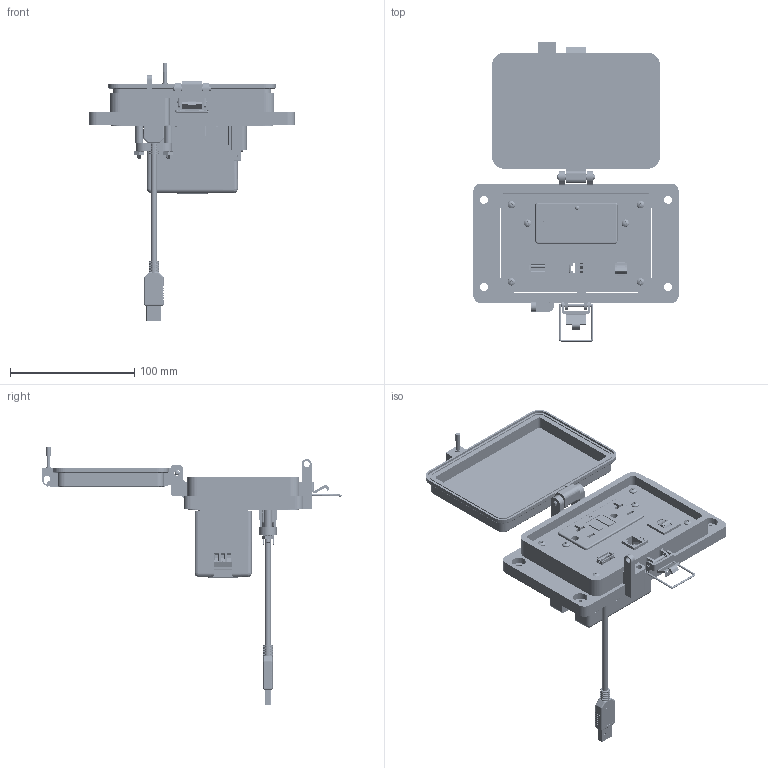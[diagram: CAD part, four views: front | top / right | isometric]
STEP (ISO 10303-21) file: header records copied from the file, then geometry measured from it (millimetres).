
FILE_DESCRIPTION (( 'STEP AP214' ), '1' );
FILE_NAME ('P-P11R2-M3RF3_3D.STEP', '2017-10-24T16:05:46', ( '' ), ( '' ), 'SwSTEP 2.0', 'SolidWorks 2017', '' );
FILE_SCHEMA (( 'AUTOMOTIVE_DESIGN' ));
Length unit declared in the file: millimetre
Products named in the file (18): Z_001_SPR114_94639A210; P-P11R2-M3RF3_TP1; Z_000_632134FH_91771A156; P11; Z-020-3047; 90272A106_ZINC-PLTD STL PAN HEAD PHILLIPS MACHINE SCREW_90272A106; P-P11R2-M3RF3_TP2; P-P11R2-M3RF3_BP; P-P11R2-M3RF3_3D; H-X-M3; Z-CB-SM; 92005A124_METRIC PAN HEAD PHILLIPS MACHINE SCREW_92005A124; RF_RF Clipped; Z-200-OTLT-RIOF_RF Clipped; R2; Z-300-RJ45CAT5; P-P11R2-M3RF3_FP; Z_002_632516HN_90675A007
Assembly tree (26 placements, depth 3):
  P-P11R2-M3RF3_3D
    P-P11R2-M3RF3_BP
    P-P11R2-M3RF3_TP2
    90272A106_ZINC-PLTD STL PAN HEAD PHILLIPS MACHINE SCREW_90272A106  x2
    P11
      Z-020-3047
    Z_000_632134FH_91771A156  x2
    P-P11R2-M3RF3_TP1
    Z_001_SPR114_94639A210  x2
    Z_002_632516HN_90675A007  x2
    P-P11R2-M3RF3_FP
    R2
      Z-300-RJ45CAT5
    RF_RF Clipped
      Z-200-OTLT-RIOF_RF Clipped
    92005A124_METRIC PAN HEAD PHILLIPS MACHINE SCREW_92005A124  x6
    Z-CB-SM
    H-X-M3
Bounding box: 164.96 x 240.59 x 206.58 mm (x, y, z)
Volume: 356445.5 mm3; surface area: 206654.1 mm2
Topology: 39 solids, 39 shells, 4947 faces, 13931 edges, 9170 vertices
Faces by surface type: cylinder 2208, plane 2188, bspline 340, cone 163, torus 32, sphere 16
Entity records: 157507 total; most frequent: CARTESIAN_POINT 42464, ORIENTED_EDGE 20020, DIRECTION 16758, EDGE_CURVE 10010, VERTEX_POINT 6584, LINE 6398, VECTOR 6398, AXIS2_PLACEMENT_3D 5180
